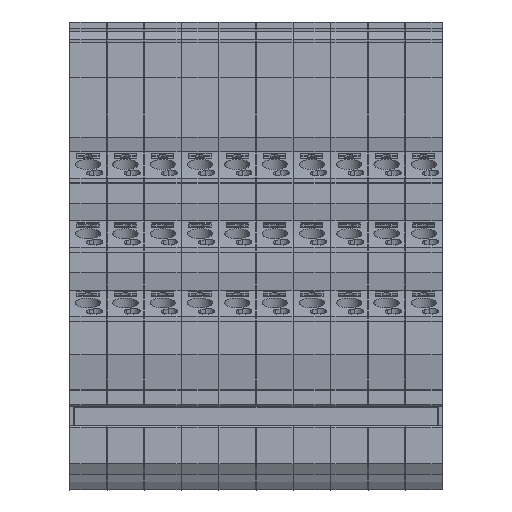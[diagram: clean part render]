
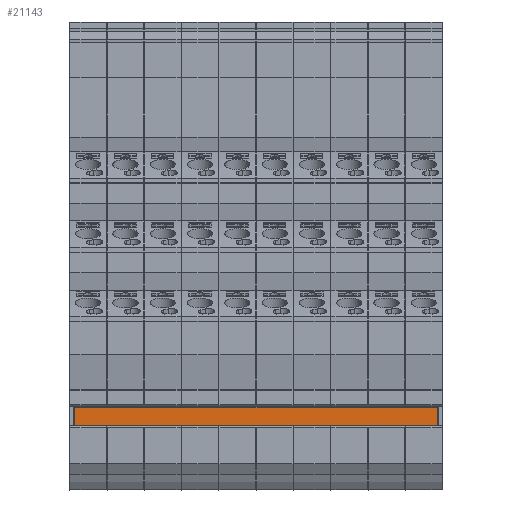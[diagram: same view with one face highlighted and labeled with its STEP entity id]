
A CAD part, top view. The second image highlights one B-rep face of the part: STEP entity #21143.
In plain terms, the highlighted face is planar.
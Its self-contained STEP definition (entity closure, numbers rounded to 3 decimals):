
#15637=CARTESIAN_POINT('',(5.607,-9.175,12.81));
#15638=VERTEX_POINT('',#15637);
#15639=CARTESIAN_POINT('',(5.607,-9.175,73.11));
#15640=VERTEX_POINT('',#15639);
#15641=CARTESIAN_POINT('',(5.607,-9.175,12.81));
#15642=DIRECTION('',(0.,0.,1.));
#15643=VECTOR('',#15642,60.3);
#15644=LINE('',#15641,#15643);
#15645=EDGE_CURVE('',#15638,#15640,#15644,.T.);
#16358=CARTESIAN_POINT('',(2.607,-9.175,73.11));
#16359=VERTEX_POINT('',#16358);
#16360=CARTESIAN_POINT('',(2.607,-9.175,73.11));
#16361=DIRECTION('',(1.,0.,-0.));
#16362=VECTOR('',#16361,3.);
#16363=LINE('',#16360,#16362);
#16364=EDGE_CURVE('',#16359,#15640,#16363,.T.);
#17527=CARTESIAN_POINT('',(2.607,-9.175,12.81));
#17528=VERTEX_POINT('',#17527);
#17529=CARTESIAN_POINT('',(2.607,-9.175,73.11));
#17530=DIRECTION('',(0.,0.,-1.));
#17531=VECTOR('',#17530,60.3);
#17532=LINE('',#17529,#17531);
#17533=EDGE_CURVE('',#16359,#17528,#17532,.T.);
#21123=CARTESIAN_POINT('',(5.607,-9.175,12.81));
#21124=DIRECTION('',(-1.,0.,0.));
#21125=VECTOR('',#21124,3.);
#21126=LINE('',#21123,#21125);
#21127=EDGE_CURVE('',#15638,#17528,#21126,.T.);
#21132=CARTESIAN_POINT('',(2.607,-9.175,-17.49));
#21133=DIRECTION('',(0.,1.,0.));
#21134=DIRECTION('',(0.,0.,1.));
#21135=AXIS2_PLACEMENT_3D('',#21132,#21133,#21134);
#21136=PLANE('',#21135);
#21137=ORIENTED_EDGE('',*,*,#17533,.F.);
#21138=ORIENTED_EDGE('',*,*,#16364,.T.);
#21139=ORIENTED_EDGE('',*,*,#15645,.F.);
#21140=ORIENTED_EDGE('',*,*,#21127,.T.);
#21141=EDGE_LOOP('',(#21137,#21138,#21139,#21140));
#21142=FACE_BOUND('',#21141,.T.);
#21143=ADVANCED_FACE('',(#21142),#21136,.T.);
